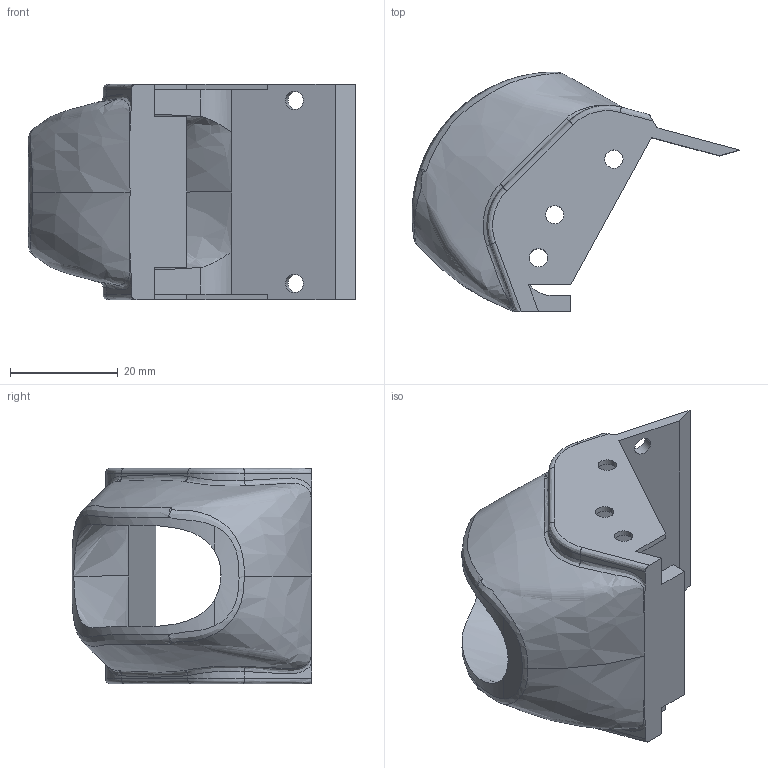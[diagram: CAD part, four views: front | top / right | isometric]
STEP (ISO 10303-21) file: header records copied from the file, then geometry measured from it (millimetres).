
FILE_DESCRIPTION (( 'STEP AP214' ), '1' );
FILE_NAME ('canopy.step', '2018-05-28T09:56:27', ( 'AuE Kassel' ), ( 'AuE Kassel GmbH' ), 'SwSTEP 2.0', 'SolidWorks 2018', '' );
FILE_SCHEMA (( 'AUTOMOTIVE_DESIGN' ));
Length unit declared in the file: millimetre
Products named in the file (1): canopy
Bounding box: 60.92 x 44.5 x 40 mm (x, y, z)
Volume: 13776.3 mm3; surface area: 10872.6 mm2
Topology: 1 solids, 1 shells, 88 faces, 255 edges, 165 vertices
Faces by surface type: cylinder 32, bspline 28, plane 28
Entity records: 10203 total; most frequent: CARTESIAN_POINT 8123, ORIENTED_EDGE 506, DIRECTION 291, EDGE_CURVE 253, VERTEX_POINT 165, B_SPLINE_CURVE_WITH_KNOTS 122, EDGE_LOOP 104, AXIS2_PLACEMENT_3D 99
